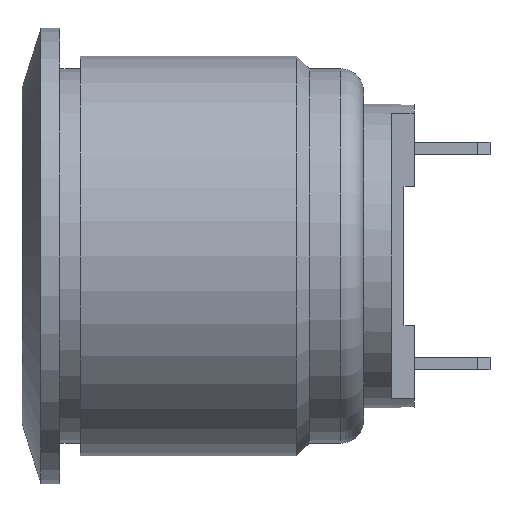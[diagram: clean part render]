
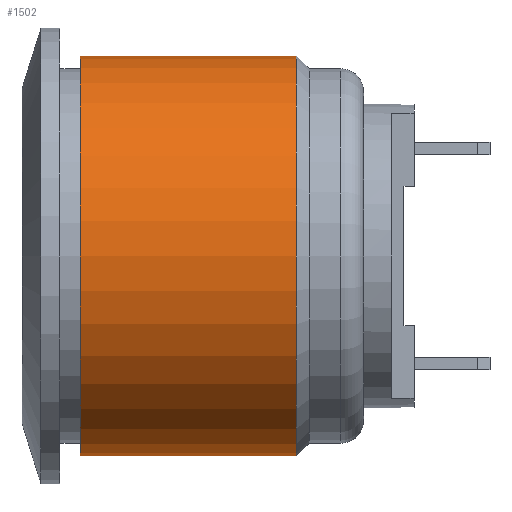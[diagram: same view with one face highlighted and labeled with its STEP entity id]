
A CAD part, left-side view. The second image highlights one B-rep face of the part: STEP entity #1502.
In plain terms, the highlighted cylindrical face has radius 7.9 mm (diameter 15.8 mm), a full revolution.
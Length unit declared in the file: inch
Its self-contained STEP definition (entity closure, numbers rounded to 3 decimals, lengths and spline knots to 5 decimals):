
#1460=CARTESIAN_POINT('',(0.31102,0.10433,0.));
#1461=VERTEX_POINT('',#1460);
#1462=CARTESIAN_POINT('',(0.0,0.10433,0.0));
#1463=DIRECTION('',(0.0,-1.0,0.0));
#1464=DIRECTION('',(-1.0,0.0,0.0));
#1465=AXIS2_PLACEMENT_3D('',#1462,#1463,#1464);
#1466=CIRCLE('',#1465,0.31102);
#1467=EDGE_CURVE('',#1461,#1461,#1466,.T.);
#1483=CARTESIAN_POINT('',(0.0,0.45778,0.0));
#1484=DIRECTION('',(0.0,-1.0,0.0));
#1485=DIRECTION('',(1.0,0.0,0.0));
#1486=AXIS2_PLACEMENT_3D('',#1483,#1484,#1485);
#1487=CYLINDRICAL_SURFACE('',#1486,0.31102);
#1488=ORIENTED_EDGE('',*,*,#1467,.F.);
#1489=EDGE_LOOP('',(#1488));
#1490=FACE_OUTER_BOUND('',#1489,.T.);
#1491=CARTESIAN_POINT('',(0.31102,0.44094,0.));
#1492=VERTEX_POINT('',#1491);
#1493=CARTESIAN_POINT('',(0.0,0.44094,0.0));
#1494=DIRECTION('',(0.0,-1.0,0.0));
#1495=DIRECTION('',(1.0,0.0,0.0));
#1496=AXIS2_PLACEMENT_3D('',#1493,#1494,#1495);
#1497=CIRCLE('',#1496,0.31102);
#1498=EDGE_CURVE('',#1492,#1492,#1497,.T.);
#1499=ORIENTED_EDGE('',*,*,#1498,.T.);
#1500=EDGE_LOOP('',(#1499));
#1501=FACE_BOUND('',#1500,.T.);
#1502=ADVANCED_FACE('',(#1490,#1501),#1487,.T.);
